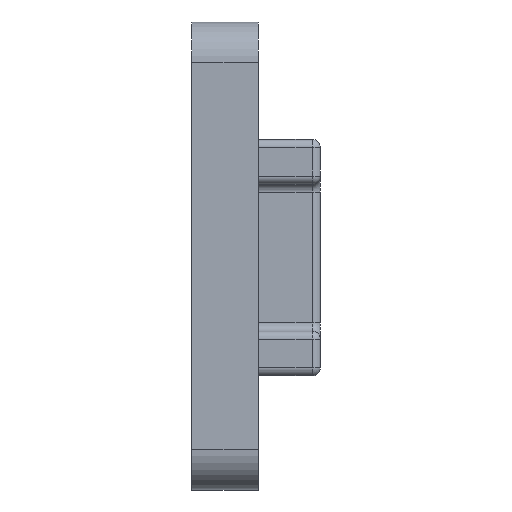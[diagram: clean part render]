
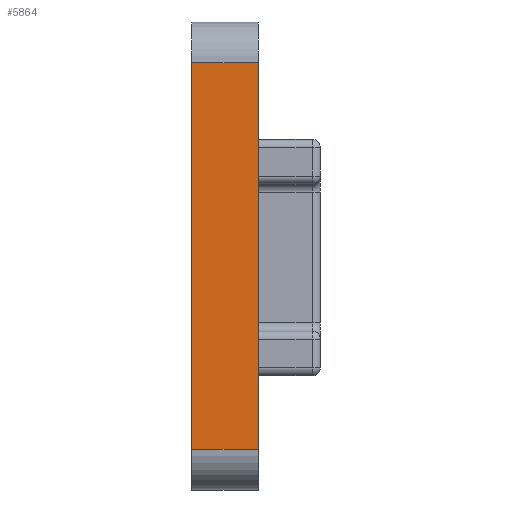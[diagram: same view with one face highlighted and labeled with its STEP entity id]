
A CAD part, front view. The second image highlights one B-rep face of the part: STEP entity #5864.
In plain terms, the highlighted planar face has unit normal (0, -1, 0).
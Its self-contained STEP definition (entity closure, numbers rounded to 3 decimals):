
#1200 = LINE ( 'NONE', #16220, #20671 ) ;
#1273 = CARTESIAN_POINT ( 'NONE',  ( -2.05, -18.65, 11.85 ) ) ;
#1407 = LINE ( 'NONE', #18064, #4039 ) ;
#2813 = FACE_OUTER_BOUND ( 'NONE', #4440, .T. ) ;
#2989 = DIRECTION ( 'NONE',  ( 0., 1., 0. ) ) ;
#4039 = VECTOR ( 'NONE', #10544, 1000. ) ;
#4440 = EDGE_LOOP ( 'NONE', ( #14768, #10446, #5404, #4707 ) ) ;
#4668 = CARTESIAN_POINT ( 'NONE',  ( 2.05, -18.65, 11.85 ) ) ;
#4707 = ORIENTED_EDGE ( 'NONE', *, *, #16167, .T. ) ;
#4724 = VERTEX_POINT ( 'NONE', #13604 ) ;
#5285 = VERTEX_POINT ( 'NONE', #1273 ) ;
#5404 = ORIENTED_EDGE ( 'NONE', *, *, #8307, .F. ) ;
#5864 = ADVANCED_FACE ( 'NONE', ( #2813 ), #12509, .F. ) ;
#6707 = DIRECTION ( 'NONE',  ( 0., 0., -1. ) ) ;
#8010 = CARTESIAN_POINT ( 'NONE',  ( 2.05, -18.65, -11.85 ) ) ;
#8307 = EDGE_CURVE ( 'NONE', #20250, #16892, #1200, .T. ) ;
#9801 = DIRECTION ( 'NONE',  ( 1., 0., 0. ) ) ;
#10446 = ORIENTED_EDGE ( 'NONE', *, *, #10710, .T. ) ;
#10544 = DIRECTION ( 'NONE',  ( 0., 0., -1. ) ) ;
#10710 = EDGE_CURVE ( 'NONE', #4724, #16892, #10894, .T. ) ;
#10894 = LINE ( 'NONE', #8010, #15597 ) ;
#12219 = EDGE_CURVE ( 'NONE', #5285, #4724, #1407, .T. ) ;
#12509 = PLANE ( 'NONE',  #17524 ) ;
#12816 = LINE ( 'NONE', #4668, #13678 ) ;
#13041 = CARTESIAN_POINT ( 'NONE',  ( 2.05, -18.65, 11.85 ) ) ;
#13604 = CARTESIAN_POINT ( 'NONE',  ( -2.05, -18.65, -11.85 ) ) ;
#13678 = VECTOR ( 'NONE', #21490, 1000. ) ;
#14324 = CARTESIAN_POINT ( 'NONE',  ( 2.05, -18.65, 14.35 ) ) ;
#14768 = ORIENTED_EDGE ( 'NONE', *, *, #12219, .T. ) ;
#15597 = VECTOR ( 'NONE', #9801, 1000. ) ;
#16167 = EDGE_CURVE ( 'NONE', #20250, #5285, #12816, .T. ) ;
#16220 = CARTESIAN_POINT ( 'NONE',  ( 2.05, -18.65, 14.35 ) ) ;
#16892 = VERTEX_POINT ( 'NONE', #21033 ) ;
#17524 = AXIS2_PLACEMENT_3D ( 'NONE', #14324, #2989, #17861 ) ;
#17861 = DIRECTION ( 'NONE',  ( 0., 0., 1. ) ) ;
#18064 = CARTESIAN_POINT ( 'NONE',  ( -2.05, -18.65, 14.35 ) ) ;
#20250 = VERTEX_POINT ( 'NONE', #13041 ) ;
#20671 = VECTOR ( 'NONE', #6707, 1000. ) ;
#21033 = CARTESIAN_POINT ( 'NONE',  ( 2.05, -18.65, -11.85 ) ) ;
#21490 = DIRECTION ( 'NONE',  ( -1., 0., 0. ) ) ;
